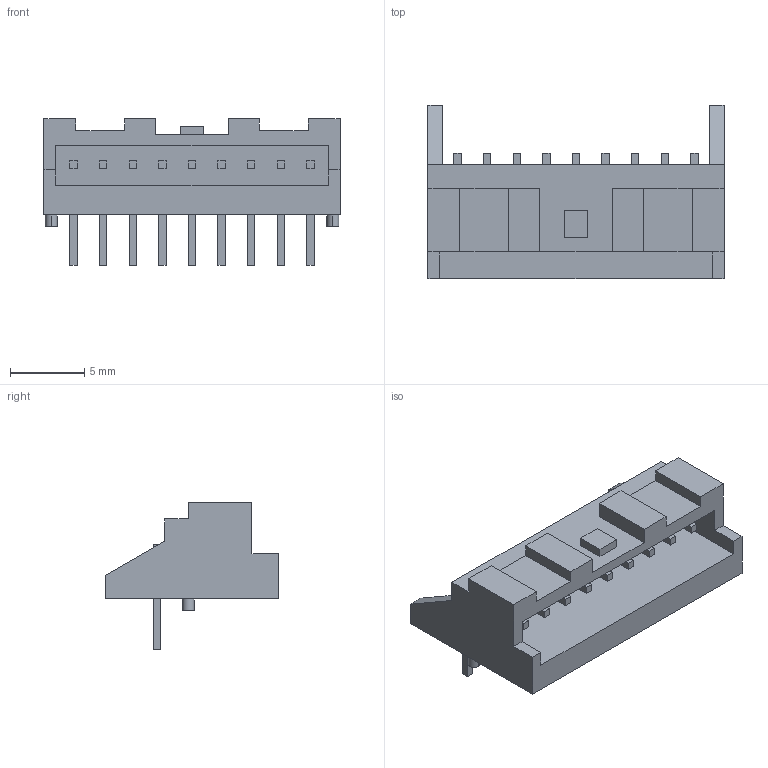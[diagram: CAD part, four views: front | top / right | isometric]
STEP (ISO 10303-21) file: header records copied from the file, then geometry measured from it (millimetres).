
FILE_DESCRIPTION(('FreeCAD Model'),'2;1');
FILE_NAME('S09B-PASK-2.step', '2019-06-03T14:52:27',('kicad StepUp'),('ksu MCAD'), 'Open CASCADE STEP processor 7.3','FreeCAD','Unknown');
FILE_SCHEMA(('AUTOMOTIVE_DESIGN { 1 0 10303 214 1 1 1 1 }'));
Length unit declared in the file: millimetre
Products named in the file (1): S09B-PASK-2
Bounding box: 20 x 11.7 x 9.9 mm (x, y, z)
Volume: 610.3 mm3; surface area: 1080.3 mm2
Topology: 1 solids, 1 shells, 153 faces, 390 edges, 260 vertices
Faces by surface type: plane 149, cylinder 4
Entity records: 5616 total; most frequent: CARTESIAN_POINT 804, ORIENTED_EDGE 780, DIRECTION 706, EDGE_CURVE 390, LINE 382, VECTOR 382, VERTEX_POINT 260, FACE_BOUND 174
